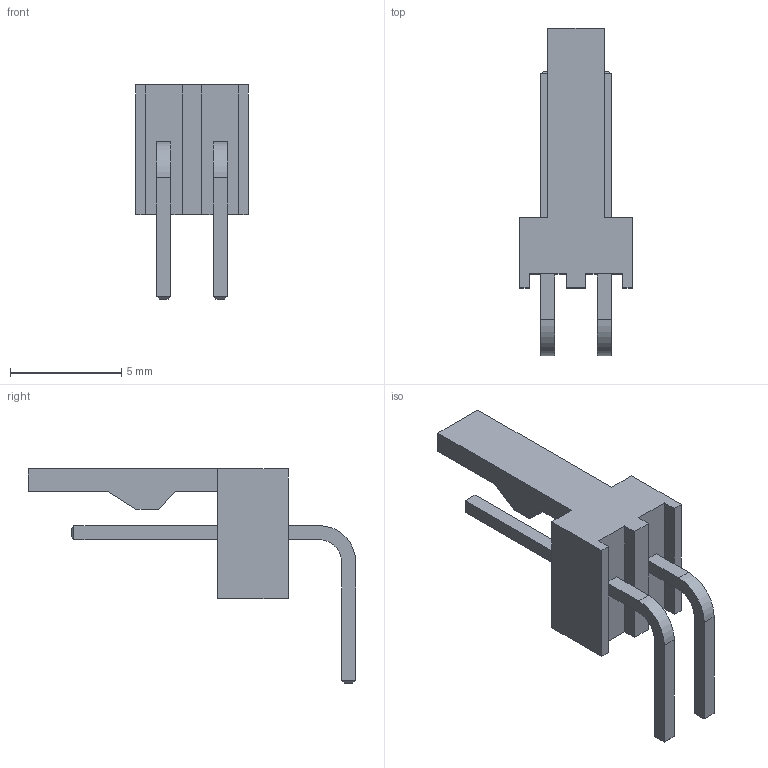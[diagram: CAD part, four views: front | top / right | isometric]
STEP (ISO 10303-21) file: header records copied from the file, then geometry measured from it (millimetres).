
FILE_DESCRIPTION((''),'2;1');
FILE_NAME('MOLEX_22-05-7028.stp','2011-01-24T10:09:10',(''),(''),'Mechanical Desktop 2011','Mechanical Desktop 2011',', , ');
FILE_SCHEMA(('AUTOMOTIVE_DESIGN { 1 2 10303 214 1 1 1 1 }'));
Length unit declared in the file: millimetre
Products named in the file (1): Product
Bounding box: 5.08 x 14.74 x 9.64 mm (x, y, z)
Volume: 119.8 mm3; surface area: 293.8 mm2
Topology: 5 solids, 5 shells, 75 faces, 176 edges, 112 vertices
Faces by surface type: plane 59, bspline 12, cylinder 4
Entity records: 2138 total; most frequent: CARTESIAN_POINT 400, ORIENTED_EDGE 352, DIRECTION 312, EDGE_CURVE 176, VECTOR 168, LINE 168, VERTEX_POINT 112, EDGE_LOOP 76
